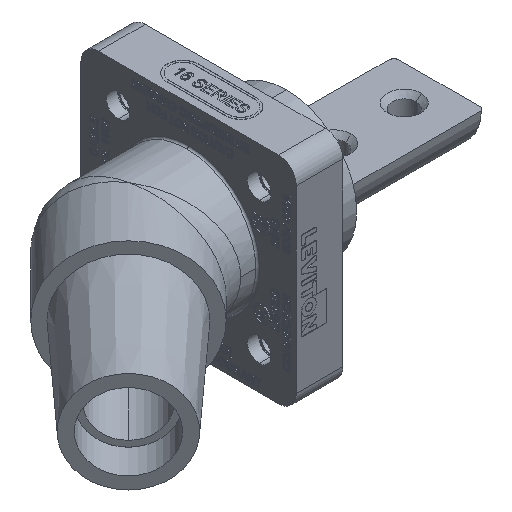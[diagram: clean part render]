
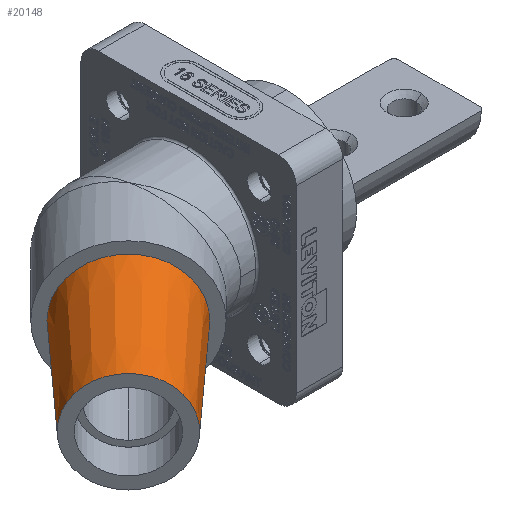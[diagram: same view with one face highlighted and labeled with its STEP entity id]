
A CAD part, isometric view. The second image highlights one B-rep face of the part: STEP entity #20148.
In plain terms, the highlighted conical face has half-angle 3 degrees and reference radius 15.557 mm.
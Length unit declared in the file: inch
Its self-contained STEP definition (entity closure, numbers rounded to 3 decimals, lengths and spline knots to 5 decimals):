
#817 = EDGE_CURVE ( 'NONE', #73529, #30639, #125633, .T. ) ;
#1581 = VERTEX_POINT ( 'NONE', #92231 ) ;
#3209 = CARTESIAN_POINT ( 'NONE',  ( -0.80553, 0.09041, 2.55706 ) ) ;
#6068 = CIRCLE ( 'NONE', #12292, 0.6125 ) ;
#12292 = AXIS2_PLACEMENT_3D ( 'NONE', #123667, #124308, #102341 ) ;
#20148 = ADVANCED_FACE ( 'NONE', ( #126945 ), #75235, .T. ) ;
#21422 = AXIS2_PLACEMENT_3D ( 'NONE', #58927, #69939, #49200 ) ;
#22246 = EDGE_LOOP ( 'NONE', ( #48813, #107094, #102048, #124836 ) ) ;
#25902 = DIRECTION ( 'NONE',  ( 0.743, 0.669, 0. ) ) ;
#27316 = CARTESIAN_POINT ( 'NONE',  ( -0.59419, 1.92685, 2.55706 ) ) ;
#30639 = VERTEX_POINT ( 'NONE', #77259 ) ;
#37458 = EDGE_CURVE ( 'NONE', #63600, #30639, #6068, .T. ) ;
#48813 = ORIENTED_EDGE ( 'NONE', *, *, #76301, .T. ) ;
#49200 = DIRECTION ( 'NONE',  ( -0.707, 0.707, 0. ) ) ;
#55254 = VECTOR ( 'NONE', #25902, 39.37008 ) ;
#56227 = EDGE_CURVE ( 'NONE', #1581, #63600, #107057, .T. ) ;
#57833 = CARTESIAN_POINT ( 'NONE',  ( -0.59419, 1.92685, 2.55706 ) ) ;
#58927 = CARTESIAN_POINT ( 'NONE',  ( -0.16108, 1.49374, 2.55706 ) ) ;
#63600 = VERTEX_POINT ( 'NONE', #27316 ) ;
#66063 = CARTESIAN_POINT ( 'NONE',  ( 0.27202, 1.06064, 2.55706 ) ) ;
#69939 = DIRECTION ( 'NONE',  ( 0.707, 0.707, 0. ) ) ;
#73529 = VERTEX_POINT ( 'NONE', #3209 ) ;
#75235 = CONICAL_SURFACE ( 'NONE', #21422, 0.6125, 0.052 ) ;
#76301 = EDGE_CURVE ( 'NONE', #1581, #73529, #101749, .T. ) ;
#77259 = CARTESIAN_POINT ( 'NONE',  ( 0.27202, 1.06064, 2.55706 ) ) ;
#86348 = DIRECTION ( 'NONE',  ( 0.669, 0.743, 0. ) ) ;
#92231 = CARTESIAN_POINT ( 'NONE',  ( -1.56442, 0.8493, 2.55706 ) ) ;
#94082 = VECTOR ( 'NONE', #86348, 39.37008 ) ;
#94341 = DIRECTION ( 'NONE',  ( -0.707, 0.707, 0. ) ) ;
#101749 = CIRCLE ( 'NONE', #122455, 0.53661 ) ;
#102048 = ORIENTED_EDGE ( 'NONE', *, *, #37458, .F. ) ;
#102341 = DIRECTION ( 'NONE',  ( -0.707, 0.707, 0. ) ) ;
#103419 = CARTESIAN_POINT ( 'NONE',  ( -1.18497, 0.46985, 2.55706 ) ) ;
#107057 = LINE ( 'NONE', #57833, #94082 ) ;
#107094 = ORIENTED_EDGE ( 'NONE', *, *, #817, .T. ) ;
#113145 = DIRECTION ( 'NONE',  ( 0.707, 0.707, 0. ) ) ;
#122455 = AXIS2_PLACEMENT_3D ( 'NONE', #103419, #113145, #94341 ) ;
#123667 = CARTESIAN_POINT ( 'NONE',  ( -0.16108, 1.49374, 2.55706 ) ) ;
#124308 = DIRECTION ( 'NONE',  ( 0.707, 0.707, 0. ) ) ;
#124836 = ORIENTED_EDGE ( 'NONE', *, *, #56227, .F. ) ;
#125633 = LINE ( 'NONE', #66063, #55254 ) ;
#126945 = FACE_OUTER_BOUND ( 'NONE', #22246, .T. ) ;
